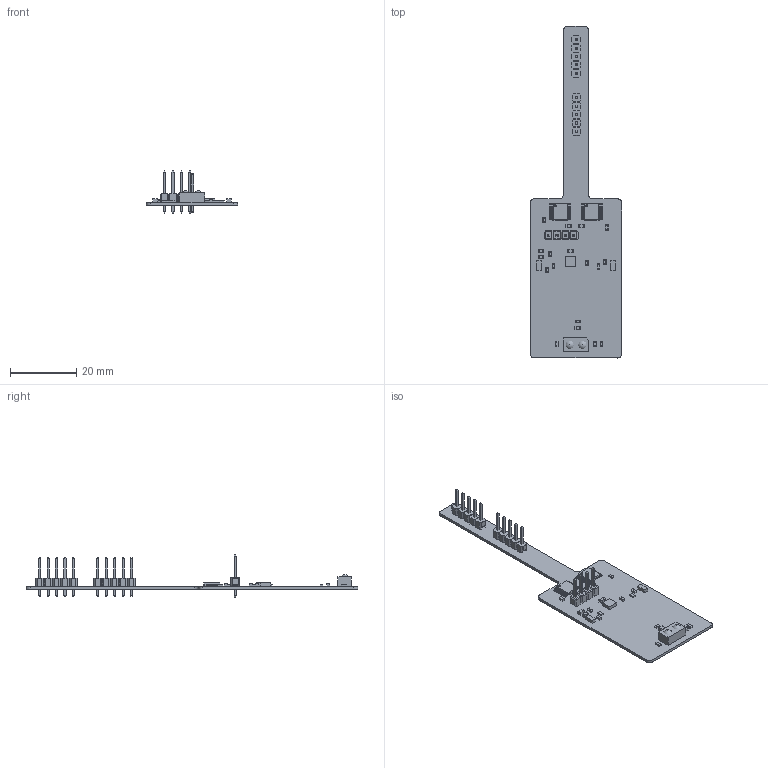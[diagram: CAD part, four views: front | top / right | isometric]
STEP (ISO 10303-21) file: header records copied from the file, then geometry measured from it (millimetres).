
FILE_DESCRIPTION(('Open CASCADE Model'),'2;1');
FILE_NAME('Open CASCADE Shape Model','2020-08-01T11:28:21',('Author'),( 'Open CASCADE'),'Open CASCADE STEP processor 6.5','Open CASCADE 6.5' ,'Unknown');
FILE_SCHEMA(('AUTOMOTIVE_DESIGN { 1 0 10303 214 1 1 1 1 }'));
Length unit declared in the file: millimetre
Products named in the file (58): PCB; Board; I2C; DS1021-1x5S61; body; pin; STP; R6; 1515146832; Extruded; 1515146960; MCU; Pin_Header_1x4_TH_Pitch_2.54mm; COMPOUND; U2; TSOP-16-1; U1; R1; 1515146448; 1515146320; C1; CAPC1608X55N_EIA_0603; C2; C3; C4; C5; C6; C7; IR1; 1503133176; Sphere; 1503133296; 1515147216; 1508704160; C8; C9; R3; R4; R5; U3 ...
Assembly tree (91 placements, depth 4):
  PCB
    Board
    I2C
      DS1021-1x5S61
        body
        pin  x5
    STP
      DS1021-1x5S61
        body
        pin  x5
    R6
      1515146832  x2
        Extruded
      1515146960
        Extruded
    MCU
      Pin_Header_1x4_TH_Pitch_2.54mm
        COMPOUND
        COMPOUND
        COMPOUND
    U2
      TSOP-16-1
    U1
      TSOP-16-1
    R1
      1515146448  x2
        Extruded
      1515146320
        Extruded
    C1
      CAPC1608X55N_EIA_0603
    C2
      CAPC1608X55N_EIA_0603
    C3
      CAPC1608X55N_EIA_0603
    C4
      CAPC1608X55N_EIA_0603
    C5
      CAPC1608X55N_EIA_0603
    C6
      CAPC1608X55N_EIA_0603
    C7
      CAPC1608X55N_EIA_0603
    IR1
      1503133176
        Sphere
      1503133296
        Sphere
      1515147216
        Extruded
      1508704160
        Extruded
    C8
      CAPC1608X55N_EIA_0603
    C9
      CAPC1608X55N_EIA_0603
    R3
      1515146960
        Extruded
      1515146832  x2
Bounding box: 27.5 x 100 x 12.7 mm (x, y, z)
Volume: 1818.4 mm3; surface area: 5070.4 mm2
Topology: 58 solids, 62 shells, 1609 faces, 3758 edges, 2179 vertices
Faces by surface type: plane 1129, cylinder 374, sphere 90, bspline 16
Full cylindrical faces by diameter (mm): 0.9 x3, 0.914 x1, 1.02 x10
Entity records: 42800 total; most frequent: CARTESIAN_POINT 10396, DIRECTION 4591, ORIENTED_EDGE 3038, PCURVE 3038, DEFINITIONAL_REPRESENTATION 3038, LINE 2713, VECTOR 2713, EDGE_CURVE 1531
